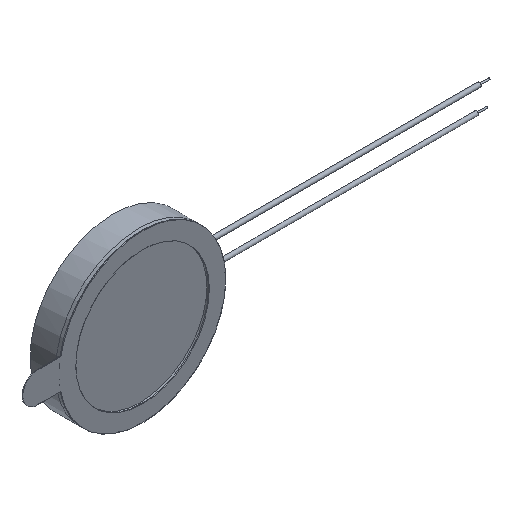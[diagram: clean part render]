
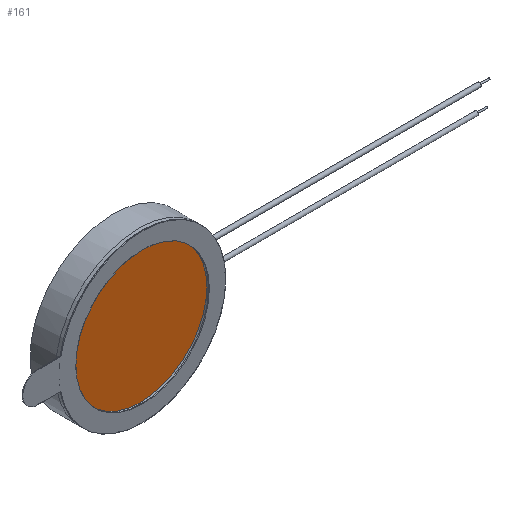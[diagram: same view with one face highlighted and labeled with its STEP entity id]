
A CAD part, isometric view. The second image highlights one B-rep face of the part: STEP entity #161.
In plain terms, the highlighted planar face has unit normal (0, -1, 0).
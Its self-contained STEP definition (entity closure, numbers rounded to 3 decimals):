
#37 = CARTESIAN_POINT ( 'NONE',  ( 0., -4., 80. ) ) ;
#41 = DIRECTION ( 'NONE',  ( 0., -1., 0. ) ) ;
#140 = FACE_OUTER_BOUND ( 'NONE', #179, .T. ) ;
#155 = DIRECTION ( 'NONE',  ( 0., -1., 0. ) ) ;
#161 = ADVANCED_FACE ( 'NONE', ( #140 ), #459, .T. ) ;
#179 = EDGE_LOOP ( 'NONE', ( #535 ) ) ;
#459 = PLANE ( 'NONE',  #1121 ) ;
#535 = ORIENTED_EDGE ( 'NONE', *, *, #1192, .T. ) ;
#617 = AXIS2_PLACEMENT_3D ( 'NONE', #37, #155, #713 ) ;
#713 = DIRECTION ( 'NONE',  ( 0., 0., -1. ) ) ;
#797 = CIRCLE ( 'NONE', #617, 8. ) ;
#1121 = AXIS2_PLACEMENT_3D ( 'NONE', #1235, #41, #1328 ) ;
#1174 = CARTESIAN_POINT ( 'NONE',  ( 0., -4., 72. ) ) ;
#1192 = EDGE_CURVE ( 'NONE', #1409, #1409, #797, .T. ) ;
#1235 = CARTESIAN_POINT ( 'NONE',  ( 0., -4., 80. ) ) ;
#1328 = DIRECTION ( 'NONE',  ( 0., 0., -1. ) ) ;
#1409 = VERTEX_POINT ( 'NONE', #1174 ) ;
